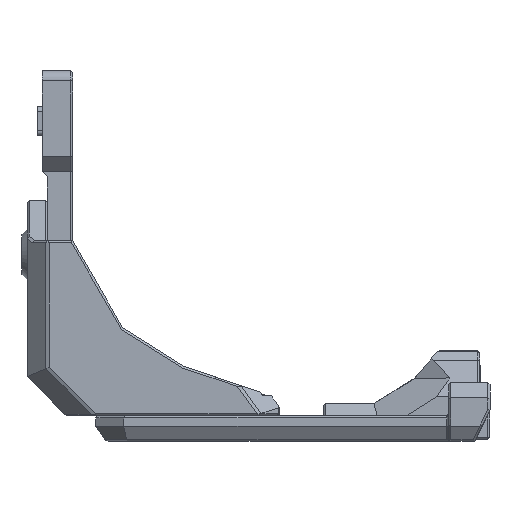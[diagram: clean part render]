
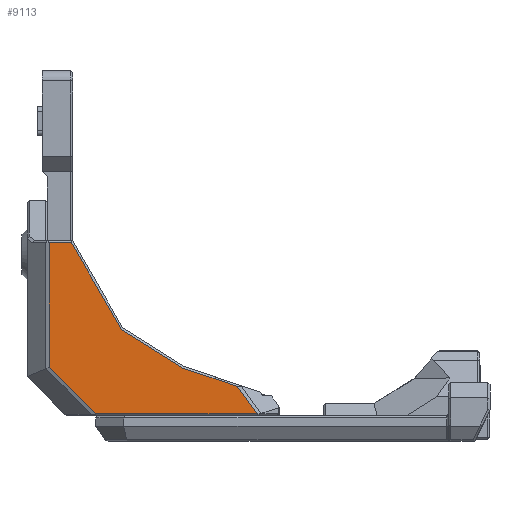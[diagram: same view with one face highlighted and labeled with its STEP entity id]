
A CAD part, left-side view. The second image highlights one B-rep face of the part: STEP entity #9113.
In plain terms, the highlighted planar face has unit normal (-1, 0, 0).
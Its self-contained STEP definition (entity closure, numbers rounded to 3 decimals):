
#501=FACE_OUTER_BOUND('',#1054,.T.);
#1054=EDGE_LOOP('',(#6921,#6922,#6923,#6924,#6925,#6926,#6927,#6928));
#1901=LINE('',#13832,#3056);
#1904=LINE('',#13838,#3059);
#1907=LINE('',#13843,#3062);
#1908=LINE('',#13845,#3063);
#1909=LINE('',#13847,#3064);
#1910=LINE('',#13849,#3065);
#1911=LINE('',#13851,#3066);
#1912=LINE('',#13852,#3067);
#3056=VECTOR('',#11225,10.);
#3059=VECTOR('',#11230,10.);
#3062=VECTOR('',#11235,10.);
#3063=VECTOR('',#11236,10.);
#3064=VECTOR('',#11237,10.);
#3065=VECTOR('',#11238,10.);
#3066=VECTOR('',#11239,10.);
#3067=VECTOR('',#11240,10.);
#4096=VERTEX_POINT('',#13829);
#4097=VERTEX_POINT('',#13831);
#4099=VERTEX_POINT('',#13837);
#4100=VERTEX_POINT('',#13842);
#4101=VERTEX_POINT('',#13844);
#4102=VERTEX_POINT('',#13846);
#4103=VERTEX_POINT('',#13848);
#4104=VERTEX_POINT('',#13850);
#5096=EDGE_CURVE('',#4096,#4097,#1901,.T.);
#5099=EDGE_CURVE('',#4097,#4099,#1904,.T.);
#5102=EDGE_CURVE('',#4100,#4096,#1907,.T.);
#5103=EDGE_CURVE('',#4101,#4100,#1908,.T.);
#5104=EDGE_CURVE('',#4102,#4101,#1909,.T.);
#5105=EDGE_CURVE('',#4103,#4102,#1910,.T.);
#5106=EDGE_CURVE('',#4104,#4103,#1911,.T.);
#5107=EDGE_CURVE('',#4099,#4104,#1912,.T.);
#6921=ORIENTED_EDGE('',*,*,#5096,.F.);
#6922=ORIENTED_EDGE('',*,*,#5102,.F.);
#6923=ORIENTED_EDGE('',*,*,#5103,.F.);
#6924=ORIENTED_EDGE('',*,*,#5104,.F.);
#6925=ORIENTED_EDGE('',*,*,#5105,.F.);
#6926=ORIENTED_EDGE('',*,*,#5106,.F.);
#6927=ORIENTED_EDGE('',*,*,#5107,.F.);
#6928=ORIENTED_EDGE('',*,*,#5099,.F.);
#8602=PLANE('',#9760);
#9113=ADVANCED_FACE('',(#501),#8602,.T.);
#9760=AXIS2_PLACEMENT_3D('',#13841,#11233,#11234);
#11225=DIRECTION('',(0.,-0.583,-0.812));
#11230=DIRECTION('',(0.,1.,0.));
#11233=DIRECTION('center_axis',(-1.,0.,0.));
#11234=DIRECTION('ref_axis',(0.,-1.,0.));
#11235=DIRECTION('',(0.,-0.948,-0.319));
#11236=DIRECTION('',(0.,-0.847,-0.532));
#11237=DIRECTION('',(0.,-0.5,-0.866));
#11238=DIRECTION('',(0.,-1.,0.));
#11239=DIRECTION('',(0.,0.,1.));
#11240=DIRECTION('',(0.,0.707,0.707));
#13829=CARTESIAN_POINT('',(161.128,326.428,3.354));
#13831=CARTESIAN_POINT('',(161.128,322.51,-2.1));
#13832=CARTESIAN_POINT('',(161.128,333.966,13.849));
#13837=CARTESIAN_POINT('',(161.128,354.407,-2.1));
#13838=CARTESIAN_POINT('',(161.128,357.059,-2.1));
#13841=CARTESIAN_POINT('Origin',(161.128,368.029,-2.5));
#13842=CARTESIAN_POINT('',(161.128,337.226,6.992));
#13843=CARTESIAN_POINT('',(161.128,340.086,7.956));
#13844=CARTESIAN_POINT('',(161.128,349.326,14.594));
#13845=CARTESIAN_POINT('',(161.128,349.146,14.48));
#13846=CARTESIAN_POINT('',(161.128,359.26,31.8));
#13847=CARTESIAN_POINT('',(161.128,346.738,10.111));
#13848=CARTESIAN_POINT('',(161.128,363.629,31.8));
#13849=CARTESIAN_POINT('',(161.128,355.529,31.8));
#13850=CARTESIAN_POINT('',(161.128,363.629,7.122));
#13851=CARTESIAN_POINT('',(161.128,363.629,-2.5));
#13852=CARTESIAN_POINT('',(161.128,361.018,4.511));
